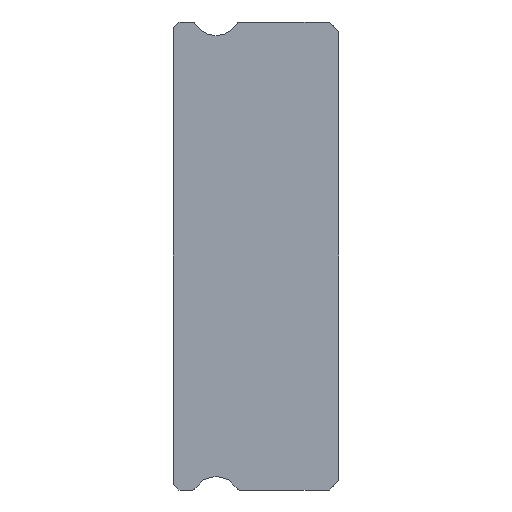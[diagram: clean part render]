
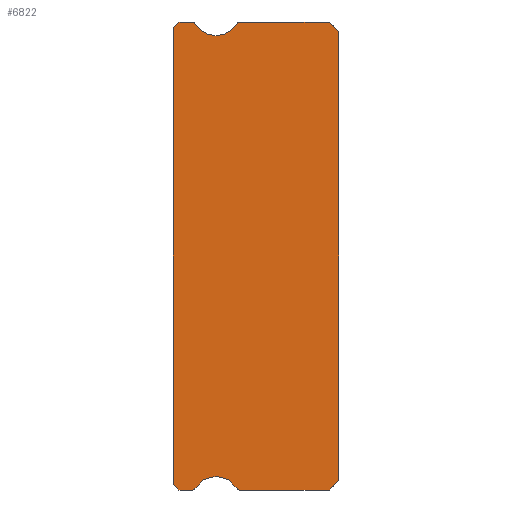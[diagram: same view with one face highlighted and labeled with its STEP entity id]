
A CAD part, left-side view. The second image highlights one B-rep face of the part: STEP entity #6822.
In plain terms, the highlighted planar face has unit normal (-1, 0, 0).
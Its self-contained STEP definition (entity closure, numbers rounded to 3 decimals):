
#10 = CARTESIAN_POINT ( 'NONE',  ( -20., 5.217, -11.925 ) ) ;
#28 = CIRCLE ( 'NONE', #7887, 1.25 ) ;
#194 = LINE ( 'NONE', #3218, #4017 ) ;
#239 = DIRECTION ( 'NONE',  ( 0., -1., 0. ) ) ;
#293 = EDGE_CURVE ( 'NONE', #720, #1916, #1063, .T. ) ;
#510 = CIRCLE ( 'NONE', #7721, 0.15 ) ;
#594 = VERTEX_POINT ( 'NONE', #7504 ) ;
#649 = DIRECTION ( 'NONE',  ( 0., 0., -1. ) ) ;
#719 = CARTESIAN_POINT ( 'NONE',  ( -20., 0., -11.5 ) ) ;
#720 = VERTEX_POINT ( 'NONE', #6477 ) ;
#736 = EDGE_CURVE ( 'NONE', #3719, #7854, #1388, .T. ) ;
#765 = CARTESIAN_POINT ( 'NONE',  ( -20., 8.2, -12. ) ) ;
#815 = ORIENTED_EDGE ( 'NONE', *, *, #2744, .T. ) ;
#1063 = LINE ( 'NONE', #6084, #1893 ) ;
#1126 = FACE_OUTER_BOUND ( 'NONE', #5250, .T. ) ;
#1158 = CARTESIAN_POINT ( 'NONE',  ( -20., 7.512, 12. ) ) ;
#1177 = DIRECTION ( 'NONE',  ( 0., 0., -1. ) ) ;
#1210 = DIRECTION ( 'NONE',  ( 1., 0., 0. ) ) ;
#1388 = CIRCLE ( 'NONE', #2412, 0.15 ) ;
#1416 = CARTESIAN_POINT ( 'NONE',  ( -20., 8.5, -11.7 ) ) ;
#1428 = CIRCLE ( 'NONE', #6853, 0.15 ) ;
#1483 = CARTESIAN_POINT ( 'NONE',  ( -20., 8.5, 11.7 ) ) ;
#1535 = DIRECTION ( 'NONE',  ( 0., 0., -1. ) ) ;
#1770 = CARTESIAN_POINT ( 'NONE',  ( -20., 6.3, 11.3 ) ) ;
#1893 = VECTOR ( 'NONE', #6689, 1000. ) ;
#1916 = VERTEX_POINT ( 'NONE', #4510 ) ;
#1941 = LINE ( 'NONE', #5698, #2374 ) ;
#1993 = CARTESIAN_POINT ( 'NONE',  ( -20., 0., -11.5 ) ) ;
#2016 = CARTESIAN_POINT ( 'NONE',  ( -20., 7.512, 11.85 ) ) ;
#2043 = DIRECTION ( 'NONE',  ( 0., 0.707, -0.707 ) ) ;
#2074 = CARTESIAN_POINT ( 'NONE',  ( -20., 8.2, 12. ) ) ;
#2087 = DIRECTION ( 'NONE',  ( 0., 0., 1. ) ) ;
#2111 = LINE ( 'NONE', #2074, #2349 ) ;
#2155 = EDGE_CURVE ( 'NONE', #5843, #1916, #7922, .T. ) ;
#2271 = DIRECTION ( 'NONE',  ( 0., 0., -1. ) ) ;
#2325 = CARTESIAN_POINT ( 'NONE',  ( -20., 6.3, 12.55 ) ) ;
#2349 = VECTOR ( 'NONE', #6151, 1000. ) ;
#2357 = VERTEX_POINT ( 'NONE', #1416 ) ;
#2374 = VECTOR ( 'NONE', #6359, 1000. ) ;
#2390 = DIRECTION ( 'NONE',  ( 1., 0., 0. ) ) ;
#2412 = AXIS2_PLACEMENT_3D ( 'NONE', #2016, #7000, #2704 ) ;
#2486 = DIRECTION ( 'NONE',  ( 0., 0., -1. ) ) ;
#2493 = LINE ( 'NONE', #719, #2573 ) ;
#2525 = VERTEX_POINT ( 'NONE', #4084 ) ;
#2538 = CARTESIAN_POINT ( 'NONE',  ( -20., 5.088, -11.85 ) ) ;
#2573 = VECTOR ( 'NONE', #4848, 1000. ) ;
#2576 = LINE ( 'NONE', #1483, #5296 ) ;
#2667 = LINE ( 'NONE', #4658, #7255 ) ;
#2704 = DIRECTION ( 'NONE',  ( 0., 0., -1. ) ) ;
#2705 = EDGE_CURVE ( 'NONE', #5843, #3613, #2493, .T. ) ;
#2744 = EDGE_CURVE ( 'NONE', #5934, #6584, #2576, .T. ) ;
#2792 = AXIS2_PLACEMENT_3D ( 'NONE', #3071, #7389, #1177 ) ;
#2800 = CIRCLE ( 'NONE', #2792, 1.25 ) ;
#2833 = DIRECTION ( 'NONE',  ( 0., 0., 1. ) ) ;
#2910 = EDGE_CURVE ( 'NONE', #2525, #3999, #510, .T. ) ;
#3071 = CARTESIAN_POINT ( 'NONE',  ( -20., 6.3, -12.55 ) ) ;
#3073 = CARTESIAN_POINT ( 'NONE',  ( -20., 7.512, -12. ) ) ;
#3090 = EDGE_CURVE ( 'NONE', #2357, #7354, #7549, .T. ) ;
#3218 = CARTESIAN_POINT ( 'NONE',  ( -20., 7.512, 12. ) ) ;
#3327 = VERTEX_POINT ( 'NONE', #4377 ) ;
#3342 = EDGE_CURVE ( 'NONE', #594, #7251, #1428, .T. ) ;
#3387 = CARTESIAN_POINT ( 'NONE',  ( -20., 8.5, 11.85 ) ) ;
#3454 = CARTESIAN_POINT ( 'NONE',  ( -20., 5.217, 11.925 ) ) ;
#3456 = CIRCLE ( 'NONE', #4379, 0.15 ) ;
#3505 = EDGE_CURVE ( 'NONE', #3327, #720, #194, .T. ) ;
#3592 = DIRECTION ( 'NONE',  ( 1., 0., 0. ) ) ;
#3613 = VERTEX_POINT ( 'NONE', #5402 ) ;
#3713 = EDGE_CURVE ( 'NONE', #3879, #3327, #3456, .T. ) ;
#3719 = VERTEX_POINT ( 'NONE', #1158 ) ;
#3879 = VERTEX_POINT ( 'NONE', #3454 ) ;
#3917 = CARTESIAN_POINT ( 'NONE',  ( -20., 8.2, 12. ) ) ;
#3999 = VERTEX_POINT ( 'NONE', #3073 ) ;
#4017 = VECTOR ( 'NONE', #239, 1000. ) ;
#4084 = CARTESIAN_POINT ( 'NONE',  ( -20., 7.383, -11.925 ) ) ;
#4119 = VECTOR ( 'NONE', #2833, 1000. ) ;
#4165 = CARTESIAN_POINT ( 'NONE',  ( -20., 6.3, 12.55 ) ) ;
#4204 = DIRECTION ( 'NONE',  ( 0., 0., -1. ) ) ;
#4239 = EDGE_CURVE ( 'NONE', #3613, #594, #2667, .T. ) ;
#4354 = CARTESIAN_POINT ( 'NONE',  ( -20., 8.2, -12. ) ) ;
#4377 = CARTESIAN_POINT ( 'NONE',  ( -20., 5.088, 12. ) ) ;
#4379 = AXIS2_PLACEMENT_3D ( 'NONE', #7291, #5560, #2486 ) ;
#4483 = EDGE_CURVE ( 'NONE', #3719, #5934, #2111, .T. ) ;
#4510 = CARTESIAN_POINT ( 'NONE',  ( -20., 0., 11.5 ) ) ;
#4658 = CARTESIAN_POINT ( 'NONE',  ( -20., 7.512, -12. ) ) ;
#4684 = ORIENTED_EDGE ( 'NONE', *, *, #4483, .T. ) ;
#4703 = ORIENTED_EDGE ( 'NONE', *, *, #5695, .F. ) ;
#4729 = LINE ( 'NONE', #3387, #7292 ) ;
#4769 = CARTESIAN_POINT ( 'NONE',  ( -20., 7.512, 11.85 ) ) ;
#4827 = ORIENTED_EDGE ( 'NONE', *, *, #2155, .T. ) ;
#4848 = DIRECTION ( 'NONE',  ( 0., 0.707, -0.707 ) ) ;
#4860 = CARTESIAN_POINT ( 'NONE',  ( -20., 0., 11.5 ) ) ;
#5143 = DIRECTION ( 'NONE',  ( 0., 1., 0. ) ) ;
#5199 = ORIENTED_EDGE ( 'NONE', *, *, #7481, .F. ) ;
#5250 = EDGE_LOOP ( 'NONE', ( #6636, #7156, #7861, #7101, #7388, #6116, #7909, #6941, #4827, #6145, #7052, #6641, #5199, #4703, #6996, #4684, #815 ) ) ;
#5267 = AXIS2_PLACEMENT_3D ( 'NONE', #4165, #7224, #1535 ) ;
#5296 = VECTOR ( 'NONE', #2043, 1000. ) ;
#5362 = CARTESIAN_POINT ( 'NONE',  ( -20., 7.383, 11.925 ) ) ;
#5402 = CARTESIAN_POINT ( 'NONE',  ( -20., 0.5, -12. ) ) ;
#5560 = DIRECTION ( 'NONE',  ( 1., 0., 0. ) ) ;
#5695 = EDGE_CURVE ( 'NONE', #7854, #7663, #28, .T. ) ;
#5698 = CARTESIAN_POINT ( 'NONE',  ( -20., 7.512, -12. ) ) ;
#5843 = VERTEX_POINT ( 'NONE', #1993 ) ;
#5934 = VERTEX_POINT ( 'NONE', #3917 ) ;
#6049 = CARTESIAN_POINT ( 'NONE',  ( -20., 7.512, -11.85 ) ) ;
#6084 = CARTESIAN_POINT ( 'NONE',  ( -20., 0.5, 12. ) ) ;
#6116 = ORIENTED_EDGE ( 'NONE', *, *, #3342, .F. ) ;
#6145 = ORIENTED_EDGE ( 'NONE', *, *, #293, .F. ) ;
#6151 = DIRECTION ( 'NONE',  ( 0., 1., 0. ) ) ;
#6240 = EDGE_CURVE ( 'NONE', #7354, #3999, #1941, .T. ) ;
#6359 = DIRECTION ( 'NONE',  ( 0., -1., 0. ) ) ;
#6477 = CARTESIAN_POINT ( 'NONE',  ( -20., 0.5, 12. ) ) ;
#6584 = VERTEX_POINT ( 'NONE', #6842 ) ;
#6636 = ORIENTED_EDGE ( 'NONE', *, *, #6751, .F. ) ;
#6641 = ORIENTED_EDGE ( 'NONE', *, *, #3713, .F. ) ;
#6689 = DIRECTION ( 'NONE',  ( 0., -0.707, -0.707 ) ) ;
#6751 = EDGE_CURVE ( 'NONE', #2357, #6584, #4729, .T. ) ;
#6822 = ADVANCED_FACE ( 'NONE', ( #1126 ), #7296, .F. ) ;
#6842 = CARTESIAN_POINT ( 'NONE',  ( -20., 8.5, 11.7 ) ) ;
#6853 = AXIS2_PLACEMENT_3D ( 'NONE', #2538, #1210, #649 ) ;
#6891 = DIRECTION ( 'NONE',  ( 0., -0.707, -0.707 ) ) ;
#6941 = ORIENTED_EDGE ( 'NONE', *, *, #2705, .F. ) ;
#6996 = ORIENTED_EDGE ( 'NONE', *, *, #736, .F. ) ;
#7000 = DIRECTION ( 'NONE',  ( 1., 0., 0. ) ) ;
#7052 = ORIENTED_EDGE ( 'NONE', *, *, #3505, .F. ) ;
#7101 = ORIENTED_EDGE ( 'NONE', *, *, #2910, .F. ) ;
#7104 = DIRECTION ( 'NONE',  ( -1., 0., 0. ) ) ;
#7156 = ORIENTED_EDGE ( 'NONE', *, *, #3090, .T. ) ;
#7224 = DIRECTION ( 'NONE',  ( -1., 0., 0. ) ) ;
#7236 = EDGE_CURVE ( 'NONE', #7251, #2525, #2800, .T. ) ;
#7251 = VERTEX_POINT ( 'NONE', #10 ) ;
#7255 = VECTOR ( 'NONE', #5143, 1000. ) ;
#7291 = CARTESIAN_POINT ( 'NONE',  ( -20., 5.088, 11.85 ) ) ;
#7292 = VECTOR ( 'NONE', #2087, 1000. ) ;
#7296 = PLANE ( 'NONE',  #7423 ) ;
#7354 = VERTEX_POINT ( 'NONE', #765 ) ;
#7388 = ORIENTED_EDGE ( 'NONE', *, *, #7236, .F. ) ;
#7389 = DIRECTION ( 'NONE',  ( -1., 0., 0. ) ) ;
#7423 = AXIS2_PLACEMENT_3D ( 'NONE', #4769, #3592, #7447 ) ;
#7447 = DIRECTION ( 'NONE',  ( 0., 0., -1. ) ) ;
#7481 = EDGE_CURVE ( 'NONE', #7663, #3879, #7828, .T. ) ;
#7504 = CARTESIAN_POINT ( 'NONE',  ( -20., 5.088, -12. ) ) ;
#7549 = LINE ( 'NONE', #4354, #7864 ) ;
#7663 = VERTEX_POINT ( 'NONE', #1770 ) ;
#7721 = AXIS2_PLACEMENT_3D ( 'NONE', #6049, #2390, #2271 ) ;
#7828 = CIRCLE ( 'NONE', #5267, 1.25 ) ;
#7854 = VERTEX_POINT ( 'NONE', #5362 ) ;
#7861 = ORIENTED_EDGE ( 'NONE', *, *, #6240, .T. ) ;
#7864 = VECTOR ( 'NONE', #6891, 1000. ) ;
#7887 = AXIS2_PLACEMENT_3D ( 'NONE', #2325, #7104, #4204 ) ;
#7909 = ORIENTED_EDGE ( 'NONE', *, *, #4239, .F. ) ;
#7922 = LINE ( 'NONE', #4860, #4119 ) ;
